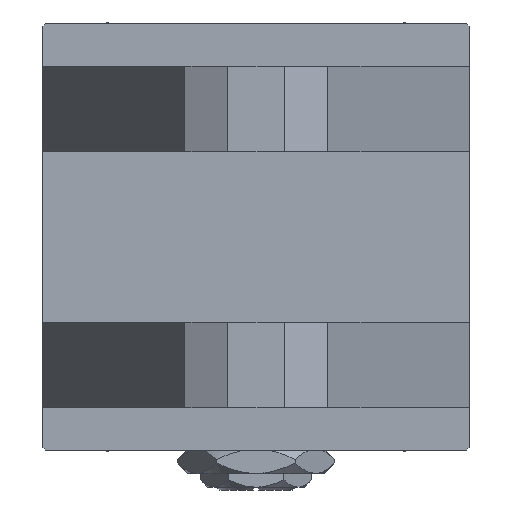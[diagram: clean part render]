
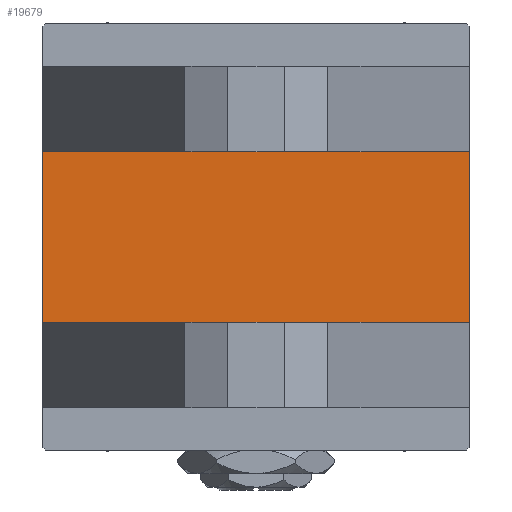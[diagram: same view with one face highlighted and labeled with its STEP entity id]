
A CAD part, left-side view. The second image highlights one B-rep face of the part: STEP entity #19679.
In plain terms, the highlighted planar face has unit normal (-1, 0, 0).
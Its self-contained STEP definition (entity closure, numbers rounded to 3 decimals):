
#735 = LINE ( 'NONE', #20767, #42547 ) ;
#4737 = DIRECTION ( 'NONE',  ( 0., 0., 1. ) ) ;
#7370 = CARTESIAN_POINT ( 'NONE',  ( 0., 0., 0. ) ) ;
#9265 = LINE ( 'NONE', #49013, #25728 ) ;
#11277 = CARTESIAN_POINT ( 'NONE',  ( 0., -15., 37.5 ) ) ;
#11740 = ORIENTED_EDGE ( 'NONE', *, *, #38408, .F. ) ;
#13237 = AXIS2_PLACEMENT_3D ( 'NONE', #7370, #23238, #4737 ) ;
#15169 = FACE_OUTER_BOUND ( 'NONE', #17324, .T. ) ;
#16801 = VERTEX_POINT ( 'NONE', #48731 ) ;
#17324 = EDGE_LOOP ( 'NONE', ( #48568, #11740, #38790, #26508 ) ) ;
#18042 = EDGE_CURVE ( 'NONE', #49125, #16801, #38536, .T. ) ;
#19437 = CARTESIAN_POINT ( 'NONE',  ( 0., -15., 37.5 ) ) ;
#19679 = ADVANCED_FACE ( 'NONE', ( #15169 ), #27132, .T. ) ;
#20767 = CARTESIAN_POINT ( 'NONE',  ( 0., 37.5, 37.5 ) ) ;
#23238 = DIRECTION ( 'NONE',  ( -1., 0., 0. ) ) ;
#25728 = VECTOR ( 'NONE', #37329, 1000. ) ;
#26508 = ORIENTED_EDGE ( 'NONE', *, *, #37637, .T. ) ;
#27132 = PLANE ( 'NONE',  #13237 ) ;
#29102 = VERTEX_POINT ( 'NONE', #45943 ) ;
#35301 = DIRECTION ( 'NONE',  ( 0., 0., -1. ) ) ;
#35687 = VECTOR ( 'NONE', #35301, 1000. ) ;
#37329 = DIRECTION ( 'NONE',  ( 0., 0., -1. ) ) ;
#37637 = EDGE_CURVE ( 'NONE', #29102, #49125, #9265, .T. ) ;
#38408 = EDGE_CURVE ( 'NONE', #42018, #16801, #50868, .T. ) ;
#38536 = LINE ( 'NONE', #45821, #45513 ) ;
#38790 = ORIENTED_EDGE ( 'NONE', *, *, #45029, .F. ) ;
#41584 = CARTESIAN_POINT ( 'NONE',  ( 0., 15., -37.5 ) ) ;
#42018 = VERTEX_POINT ( 'NONE', #11277 ) ;
#42547 = VECTOR ( 'NONE', #44657, 1000. ) ;
#44657 = DIRECTION ( 'NONE',  ( 0., -1., 0. ) ) ;
#45029 = EDGE_CURVE ( 'NONE', #29102, #42018, #735, .T. ) ;
#45513 = VECTOR ( 'NONE', #50226, 1000. ) ;
#45821 = CARTESIAN_POINT ( 'NONE',  ( 0., 37.5, -37.5 ) ) ;
#45943 = CARTESIAN_POINT ( 'NONE',  ( 0., 15., 37.5 ) ) ;
#48568 = ORIENTED_EDGE ( 'NONE', *, *, #18042, .T. ) ;
#48731 = CARTESIAN_POINT ( 'NONE',  ( 0., -15., -37.5 ) ) ;
#49013 = CARTESIAN_POINT ( 'NONE',  ( 0., 15., 37.5 ) ) ;
#49125 = VERTEX_POINT ( 'NONE', #41584 ) ;
#50226 = DIRECTION ( 'NONE',  ( 0., -1., 0. ) ) ;
#50868 = LINE ( 'NONE', #19437, #35687 ) ;
